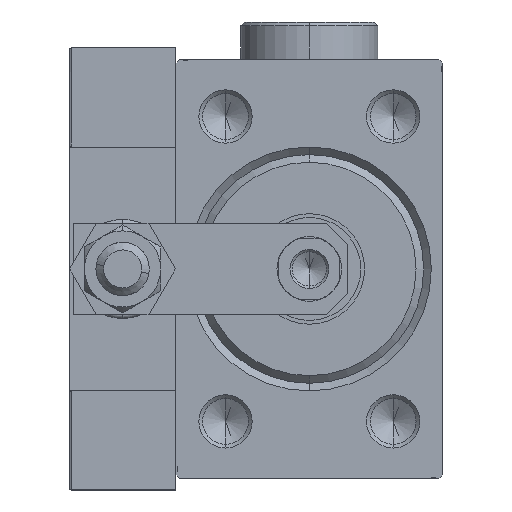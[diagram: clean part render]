
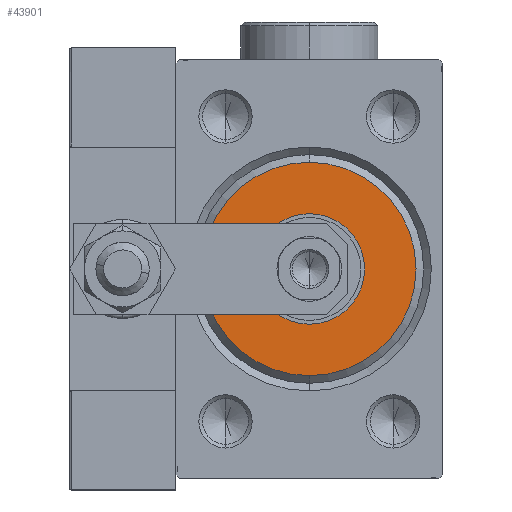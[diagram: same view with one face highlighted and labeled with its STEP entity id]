
A CAD part, left-side view. The second image highlights one B-rep face of the part: STEP entity #43901.
In plain terms, the highlighted face is planar.
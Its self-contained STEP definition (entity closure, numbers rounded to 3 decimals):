
#4031 = CIRCLE ( 'NONE', #32872, 7.25 ) ;
#5907 = DIRECTION ( 'NONE',  ( 1., 0., 0. ) ) ;
#6342 = CARTESIAN_POINT ( 'NONE',  ( 3., 0., -14. ) ) ;
#7589 = EDGE_LOOP ( 'NONE', ( #20985, #19675 ) ) ;
#8942 = EDGE_CURVE ( 'NONE', #46297, #30489, #4031, .T. ) ;
#10034 = VERTEX_POINT ( 'NONE', #6342 ) ;
#10415 = DIRECTION ( 'NONE',  ( 1., 0., 0. ) ) ;
#11693 = DIRECTION ( 'NONE',  ( 0., 0., -1. ) ) ;
#14359 = DIRECTION ( 'NONE',  ( 1., 0., 0. ) ) ;
#15521 = CARTESIAN_POINT ( 'NONE',  ( 3., 0., 0. ) ) ;
#17154 = AXIS2_PLACEMENT_3D ( 'NONE', #46821, #10415, #41511 ) ;
#18657 = EDGE_CURVE ( 'NONE', #30489, #46297, #36928, .T. ) ;
#19256 = FACE_BOUND ( 'NONE', #45888, .T. ) ;
#19503 = DIRECTION ( 'NONE',  ( 1., 0., 0. ) ) ;
#19672 = DIRECTION ( 'NONE',  ( 0., 0., -1. ) ) ;
#19675 = ORIENTED_EDGE ( 'NONE', *, *, #46007, .T. ) ;
#20985 = ORIENTED_EDGE ( 'NONE', *, *, #29996, .T. ) ;
#21834 = ORIENTED_EDGE ( 'NONE', *, *, #18657, .F. ) ;
#22527 = AXIS2_PLACEMENT_3D ( 'NONE', #48094, #52319, #11693 ) ;
#23266 = CARTESIAN_POINT ( 'NONE',  ( 3., 0., -7.25 ) ) ;
#23737 = PLANE ( 'NONE',  #36569 ) ;
#25698 = ORIENTED_EDGE ( 'NONE', *, *, #8942, .F. ) ;
#29996 = EDGE_CURVE ( 'NONE', #32342, #10034, #39761, .T. ) ;
#30489 = VERTEX_POINT ( 'NONE', #42695 ) ;
#30562 = DIRECTION ( 'NONE',  ( 0., 0., -1. ) ) ;
#32342 = VERTEX_POINT ( 'NONE', #32405 ) ;
#32405 = CARTESIAN_POINT ( 'NONE',  ( 3., 0., 14. ) ) ;
#32872 = AXIS2_PLACEMENT_3D ( 'NONE', #50752, #14359, #30562 ) ;
#36569 = AXIS2_PLACEMENT_3D ( 'NONE', #15521, #19503, #52174 ) ;
#36928 = CIRCLE ( 'NONE', #22527, 7.25 ) ;
#39761 = CIRCLE ( 'NONE', #47408, 14. ) ;
#41511 = DIRECTION ( 'NONE',  ( 0., 0., -1. ) ) ;
#42300 = CARTESIAN_POINT ( 'NONE',  ( 3., 0., 0. ) ) ;
#42695 = CARTESIAN_POINT ( 'NONE',  ( 3., 0., 7.25 ) ) ;
#43901 = ADVANCED_FACE ( 'NONE', ( #44216, #19256 ), #23737, .T. ) ;
#44216 = FACE_OUTER_BOUND ( 'NONE', #7589, .T. ) ;
#45888 = EDGE_LOOP ( 'NONE', ( #25698, #21834 ) ) ;
#46007 = EDGE_CURVE ( 'NONE', #10034, #32342, #50274, .T. ) ;
#46297 = VERTEX_POINT ( 'NONE', #23266 ) ;
#46821 = CARTESIAN_POINT ( 'NONE',  ( 3., 0., 0. ) ) ;
#47408 = AXIS2_PLACEMENT_3D ( 'NONE', #42300, #5907, #19672 ) ;
#48094 = CARTESIAN_POINT ( 'NONE',  ( 3., 0., 0. ) ) ;
#50274 = CIRCLE ( 'NONE', #17154, 14. ) ;
#50752 = CARTESIAN_POINT ( 'NONE',  ( 3., 0., 0. ) ) ;
#52174 = DIRECTION ( 'NONE',  ( 0., 0., -1. ) ) ;
#52319 = DIRECTION ( 'NONE',  ( 1., 0., 0. ) ) ;
